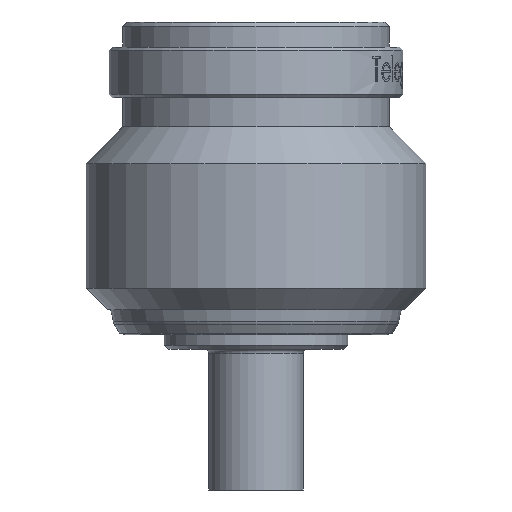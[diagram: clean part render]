
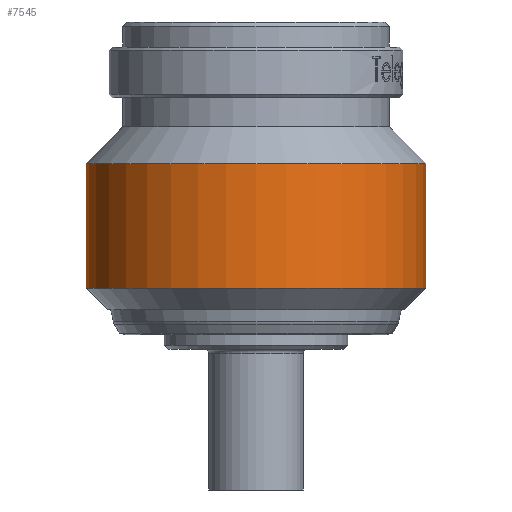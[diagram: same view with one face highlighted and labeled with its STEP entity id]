
A CAD part, front view. The second image highlights one B-rep face of the part: STEP entity #7545.
In plain terms, the highlighted cylindrical face has radius 8.1 mm (diameter 16.2 mm), a partial arc.
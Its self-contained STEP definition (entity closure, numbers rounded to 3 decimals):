
#266 = VERTEX_POINT ( 'NONE', #1403 ) ;
#1167 = VERTEX_POINT ( 'NONE', #13026 ) ;
#1403 = CARTESIAN_POINT ( 'NONE',  ( 8.1, 0., -11.575 ) ) ;
#1822 = ORIENTED_EDGE ( 'NONE', *, *, #5499, .T. ) ;
#1995 = CARTESIAN_POINT ( 'NONE',  ( 0., 0., -11.575 ) ) ;
#2509 = CARTESIAN_POINT ( 'NONE',  ( 8.1, 0., 1.1 ) ) ;
#3930 = CARTESIAN_POINT ( 'NONE',  ( 0., 0., -5.65 ) ) ;
#4105 = AXIS2_PLACEMENT_3D ( 'NONE', #10754, #11365, #8628 ) ;
#4290 = LINE ( 'NONE', #10104, #4942 ) ;
#4514 = CIRCLE ( 'NONE', #7465, 8.1 ) ;
#4942 = VECTOR ( 'NONE', #14041, 1000. ) ;
#5329 = DIRECTION ( 'NONE',  ( 0., 0., 1. ) ) ;
#5499 = EDGE_CURVE ( 'NONE', #9786, #266, #4514, .T. ) ;
#6392 = ORIENTED_EDGE ( 'NONE', *, *, #14948, .T. ) ;
#6718 = DIRECTION ( 'NONE',  ( 1., 0., 0. ) ) ;
#6782 = EDGE_LOOP ( 'NONE', ( #17554, #1822, #6392, #7841 ) ) ;
#7183 = VERTEX_POINT ( 'NONE', #17682 ) ;
#7267 = FACE_OUTER_BOUND ( 'NONE', #6782, .T. ) ;
#7465 = AXIS2_PLACEMENT_3D ( 'NONE', #1995, #10367, #14170 ) ;
#7545 = ADVANCED_FACE ( 'NONE', ( #7267 ), #13240, .T. ) ;
#7841 = ORIENTED_EDGE ( 'NONE', *, *, #16579, .F. ) ;
#8628 = DIRECTION ( 'NONE',  ( 1., 0., 0. ) ) ;
#8819 = LINE ( 'NONE', #2509, #9702 ) ;
#9702 = VECTOR ( 'NONE', #12134, 1000. ) ;
#9786 = VERTEX_POINT ( 'NONE', #17343 ) ;
#9898 = CIRCLE ( 'NONE', #12823, 8.1 ) ;
#10104 = CARTESIAN_POINT ( 'NONE',  ( -8.1, 0., 1.1 ) ) ;
#10367 = DIRECTION ( 'NONE',  ( 0., 0., 1. ) ) ;
#10754 = CARTESIAN_POINT ( 'NONE',  ( 0., 0., 1.1 ) ) ;
#11335 = EDGE_CURVE ( 'NONE', #9786, #7183, #4290, .T. ) ;
#11365 = DIRECTION ( 'NONE',  ( 0., 0., 1. ) ) ;
#12134 = DIRECTION ( 'NONE',  ( 0., 0., 1. ) ) ;
#12823 = AXIS2_PLACEMENT_3D ( 'NONE', #3930, #5329, #6718 ) ;
#13026 = CARTESIAN_POINT ( 'NONE',  ( 8.1, 0., -5.65 ) ) ;
#13240 = CYLINDRICAL_SURFACE ( 'NONE', #4105, 8.1 ) ;
#14041 = DIRECTION ( 'NONE',  ( 0., 0., 1. ) ) ;
#14170 = DIRECTION ( 'NONE',  ( 1., 0., 0. ) ) ;
#14948 = EDGE_CURVE ( 'NONE', #266, #1167, #8819, .T. ) ;
#16579 = EDGE_CURVE ( 'NONE', #7183, #1167, #9898, .T. ) ;
#17343 = CARTESIAN_POINT ( 'NONE',  ( -8.1, 0., -11.575 ) ) ;
#17554 = ORIENTED_EDGE ( 'NONE', *, *, #11335, .F. ) ;
#17682 = CARTESIAN_POINT ( 'NONE',  ( -8.1, 0., -5.65 ) ) ;
